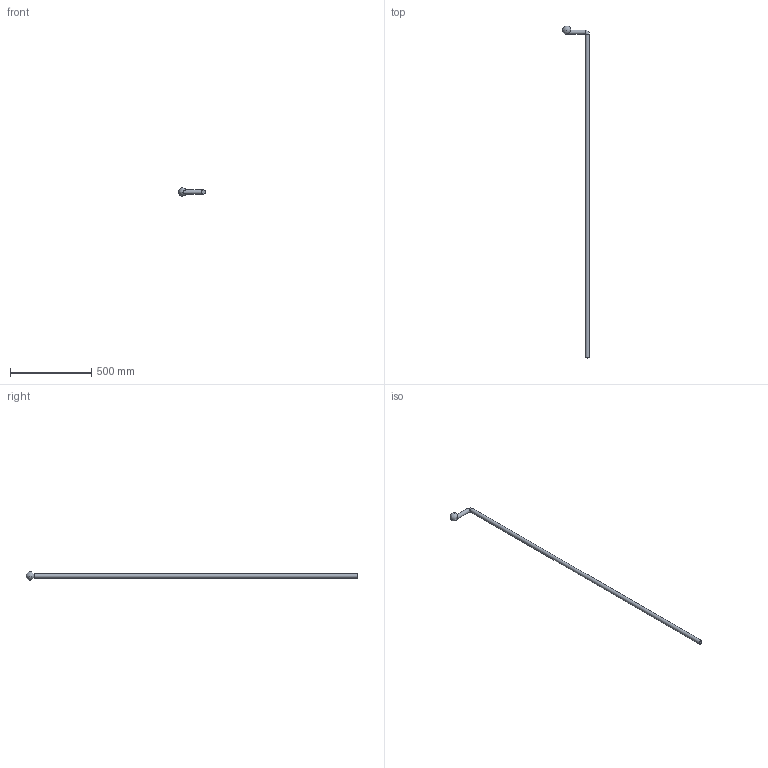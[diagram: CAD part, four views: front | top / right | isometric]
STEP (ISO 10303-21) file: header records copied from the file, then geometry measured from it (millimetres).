
FILE_DESCRIPTION(/* description */ (''),/* implementation_level */ '2;1');
FILE_NAME(/* name */ 'AS2_ROPE_6.stp',/* time_stamp */ '2017-01-08T10:53:40-05:00',/* author */ ('jeff1'),/* organization */ (''),/* preprocessor_version */ 'ST-DEVELOPER v16.5',/* originating_system */ 'Autodesk Inventor 2017',/* authorisation */ '');
FILE_SCHEMA (('AUTOMOTIVE_DESIGN { 1 0 10303 214 3 1 1 }'));
Length unit declared in the file: inch
Products named in the file (1): AS2_ROPE_6
Bounding box: 165.09 x 2044.51 x 50.8 mm (x, y, z)
Volume: 1141065 mm3; surface area: 176410.2 mm2
Topology: 1 solids, 1 shells, 5 faces, 12 edges, 6 vertices
Faces by surface type: cylinder 2, plane 1, bspline 1, sphere 1
Full cylindrical faces by diameter (mm): 25.4 x2
Entity records: 198 total; most frequent: CARTESIAN_POINT 79, DIRECTION 16, ORIENTED_EDGE 10, AXIS2_PLACEMENT_3D 8, EDGE_LOOP 7, STYLED_ITEM 6, EDGE_CURVE 5, ADVANCED_FACE 5
